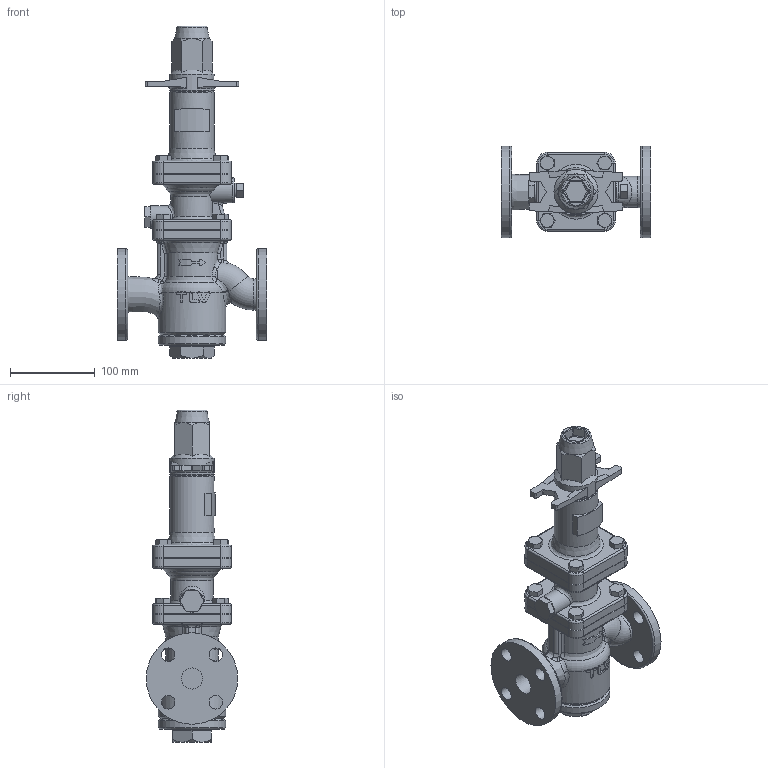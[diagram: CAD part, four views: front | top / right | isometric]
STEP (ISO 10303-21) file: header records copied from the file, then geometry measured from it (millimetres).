
FILE_DESCRIPTION((''),'2;1');
FILE_NAME('spr16-025-a0125-00.stp','2010-06-23T16:49:58',('nakaot'),(''),'Autodesk Inventor 2008','Autodesk Inventor 2008','');
FILE_SCHEMA(('AUTOMOTIVE_DESIGN { 1 0 10303 214 1 1 1 1 }'));
Length unit declared in the file: millimetre
Products named in the file (1): spr16-025-a0125-00
Bounding box: 176 x 108 x 392 mm (x, y, z)
Volume: 1728145.4 mm3; surface area: 207500.4 mm2
Topology: 1 solids, 1 shells, 597 faces, 1493 edges, 919 vertices
Faces by surface type: plane 211, cylinder 151, bspline 150, cone 46, torus 39
Full cylindrical faces by diameter (mm): 10 x10, 27 x1, 30 x1, 37 x1, 50 x1, 52 x2, 60 x2, 70 x1, 80 x2, 108 x2
Entity records: 40504 total; most frequent: CARTESIAN_POINT 27605, ORIENTED_EDGE 2774, DIRECTION 2421, EDGE_CURVE 1387, AXIS2_PLACEMENT_3D 933, VERTEX_POINT 891, EDGE_LOOP 728, FACE_OUTER_BOUND 597
